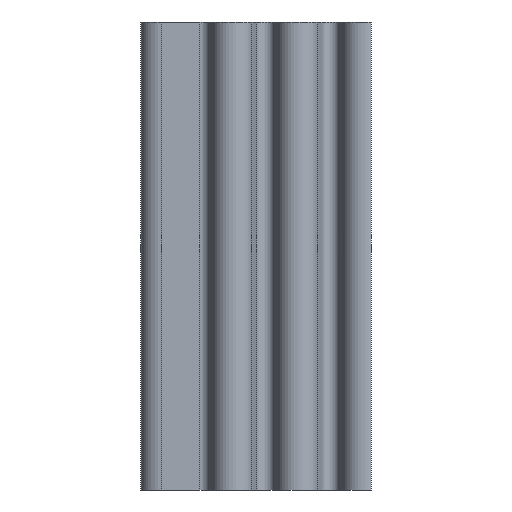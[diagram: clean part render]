
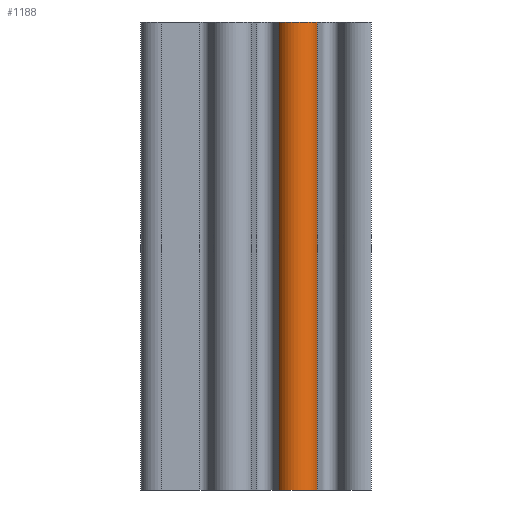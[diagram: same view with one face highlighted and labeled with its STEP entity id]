
A CAD part, left-side view. The second image highlights one B-rep face of the part: STEP entity #1188.
In plain terms, the highlighted cylindrical face has radius 2.7 mm (diameter 5.4 mm), a partial arc.
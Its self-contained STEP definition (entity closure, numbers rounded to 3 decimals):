
#41=CIRCLE('',#1297,2.7);
#42=CIRCLE('',#1298,2.7);
#88=CYLINDRICAL_SURFACE('',#1296,2.7);
#132=FACE_OUTER_BOUND('',#194,.T.);
#194=EDGE_LOOP('',(#877,#878,#879,#880));
#284=LINE('',#1896,#404);
#285=LINE('',#1902,#405);
#404=VECTOR('',#1528,10.);
#405=VECTOR('',#1535,10.);
#523=VERTEX_POINT('',#1892);
#524=VERTEX_POINT('',#1894);
#525=VERTEX_POINT('',#1898);
#526=VERTEX_POINT('',#1900);
#670=EDGE_CURVE('',#523,#524,#284,.T.);
#671=EDGE_CURVE('',#525,#523,#41,.T.);
#672=EDGE_CURVE('',#526,#524,#42,.T.);
#673=EDGE_CURVE('',#525,#526,#285,.T.);
#877=ORIENTED_EDGE('',*,*,#671,.T.);
#878=ORIENTED_EDGE('',*,*,#670,.T.);
#879=ORIENTED_EDGE('',*,*,#672,.F.);
#880=ORIENTED_EDGE('',*,*,#673,.F.);
#1188=ADVANCED_FACE('',(#132),#88,.T.);
#1296=AXIS2_PLACEMENT_3D('',#1897,#1529,#1530);
#1297=AXIS2_PLACEMENT_3D('',#1899,#1531,#1532);
#1298=AXIS2_PLACEMENT_3D('',#1901,#1533,#1534);
#1528=DIRECTION('',(0.,0.,1.));
#1529=DIRECTION('center_axis',(0.,0.,1.));
#1530=DIRECTION('ref_axis',(-0.376,0.927,0.));
#1531=DIRECTION('center_axis',(0.,0.,1.));
#1532=DIRECTION('ref_axis',(-0.376,0.927,0.));
#1533=DIRECTION('center_axis',(0.,0.,1.));
#1534=DIRECTION('ref_axis',(-0.376,0.927,0.));
#1535=DIRECTION('',(0.,0.,1.));
#1892=CARTESIAN_POINT('',(-14.655,104.729,0.));
#1894=CARTESIAN_POINT('',(-14.655,104.729,61.));
#1896=CARTESIAN_POINT('',(-14.655,104.729,0.));
#1897=CARTESIAN_POINT('Origin',(-13.639,107.231,0.));
#1898=CARTESIAN_POINT('',(-14.655,109.732,0.));
#1899=CARTESIAN_POINT('Origin',(-13.639,107.231,0.));
#1900=CARTESIAN_POINT('',(-14.655,109.732,61.));
#1901=CARTESIAN_POINT('Origin',(-13.639,107.231,61.));
#1902=CARTESIAN_POINT('',(-14.655,109.732,0.));
